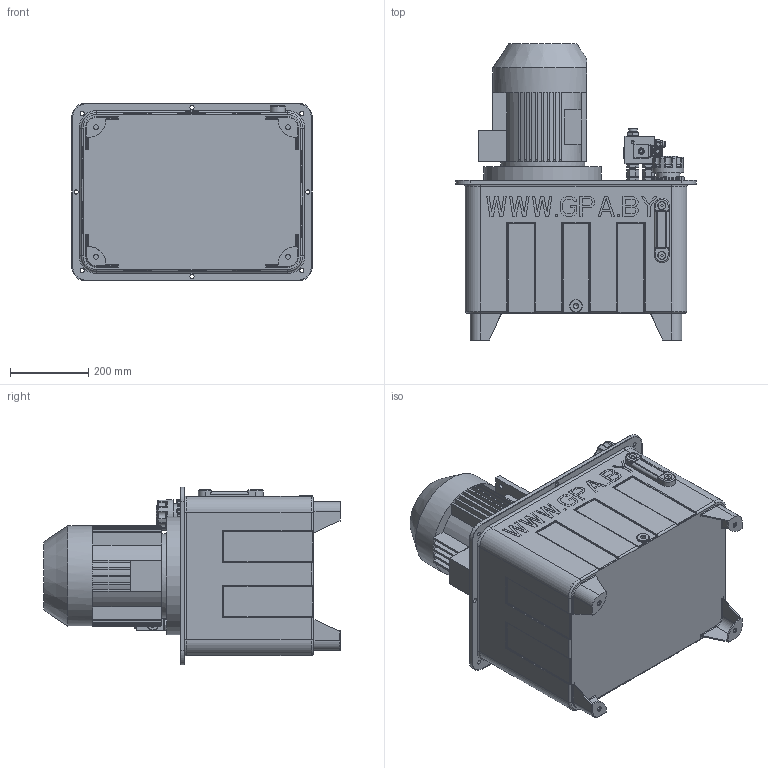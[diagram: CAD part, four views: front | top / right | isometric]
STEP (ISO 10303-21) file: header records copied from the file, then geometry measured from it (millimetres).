
FILE_DESCRIPTION(('STEP AP214'), '1');
FILE_NAME('ÓÃ20.03.007 Óñòàíîâêà ãèäðàâëè÷åñêàÿ', '2021-02-12T11:21:47', (' '), (''), 'ASCON STEP Converter 1.3', 'ASCON Math Kernel', '');
FILE_SCHEMA(('AUTOMOTIVE_DESIGN { 1 0 10303 214 3 1 1}'));
Length unit declared in the file: millimetre
Products named in the file (1): 蚚20.03.007 
Bounding box: 614 x 756.67 x 454 mm (x, y, z)
Volume: 20479043 mm3; surface area: 3306598.3 mm2
Topology: 7 solids, 32 shells, 2123 faces, 5160 edges, 3237 vertices
Faces by surface type: plane 981, cylinder 647, cone 232, torus 121, bspline 74, extrusion 52, sphere 16
Full cylindrical faces by diameter (mm): 1.9 x7, 2 x5, 2.586 x6, 3 x6, 4 x4, 4.917 x4, 5 x7, 5.5 x1, 6 x10, 6.8 x2, 7 x2, 8 x3, 8.3 x6, 8.4 x1, 9 x1, 9.5 x2, 9.7 x1, 9.9 x1, 10 x7, 10.106 x4, 10.5 x9, 11 x5, 11.3 x3, 11.317 x1, 12 x12, 12.5 x4, 12.7 x4, 13 x5, 13.5 x1, 14 x6
Entity records: 113145 total; most frequent: CARTESIAN_POINT 49545, ORIENTED_EDGE 9440, DIRECTION 9039, EDGE_CURVE 4720, AXIS2_PLACEMENT_3D 3393, VERTEX_POINT 3212, EDGE_LOOP 2783, VECTOR 2253
